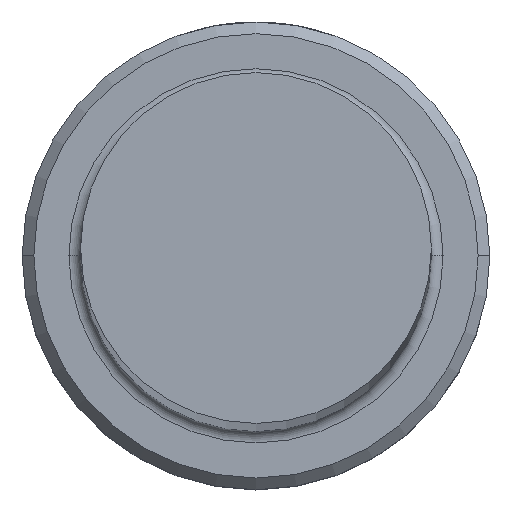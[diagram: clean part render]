
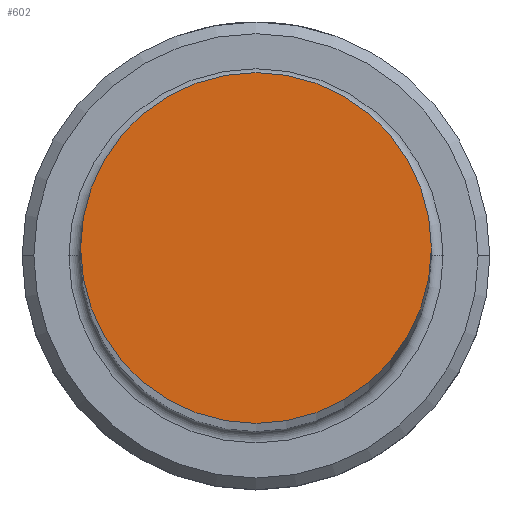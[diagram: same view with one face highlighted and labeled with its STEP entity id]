
A CAD part, top view. The second image highlights one B-rep face of the part: STEP entity #602.
In plain terms, the highlighted planar face has unit normal (0, 0, 1).
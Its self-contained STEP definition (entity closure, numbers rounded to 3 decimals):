
#49 = AXIS2_PLACEMENT_3D ( 'NONE', #947, #390, #314 ) ;
#216 = DIRECTION ( 'NONE',  ( 1., 0., 0. ) ) ;
#220 = DIRECTION ( 'NONE',  ( 0., 0., 1. ) ) ;
#314 = DIRECTION ( 'NONE',  ( 1., 0., 0. ) ) ;
#315 = CIRCLE ( 'NONE', #750, 7.5 ) ;
#390 = DIRECTION ( 'NONE',  ( 0., 0., 1. ) ) ;
#466 = VERTEX_POINT ( 'NONE', #767 ) ;
#570 = EDGE_LOOP ( 'NONE', ( #906, #701 ) ) ;
#601 = CARTESIAN_POINT ( 'NONE',  ( 0., 0., 200. ) ) ;
#602 = ADVANCED_FACE ( 'NONE', ( #813 ), #1043, .T. ) ;
#636 = EDGE_CURVE ( 'NONE', #466, #886, #315, .T. ) ;
#701 = ORIENTED_EDGE ( 'NONE', *, *, #1183, .T. ) ;
#750 = AXIS2_PLACEMENT_3D ( 'NONE', #790, #220, #884 ) ;
#767 = CARTESIAN_POINT ( 'NONE',  ( -7.5, 0., 200. ) ) ;
#784 = DIRECTION ( 'NONE',  ( 0., 0., 1. ) ) ;
#790 = CARTESIAN_POINT ( 'NONE',  ( 0., 0., 200. ) ) ;
#813 = FACE_OUTER_BOUND ( 'NONE', #570, .T. ) ;
#884 = DIRECTION ( 'NONE',  ( 1., 0., 0. ) ) ;
#886 = VERTEX_POINT ( 'NONE', #998 ) ;
#906 = ORIENTED_EDGE ( 'NONE', *, *, #636, .T. ) ;
#947 = CARTESIAN_POINT ( 'NONE',  ( 0., 0., 200. ) ) ;
#998 = CARTESIAN_POINT ( 'NONE',  ( 7.5, 0., 200. ) ) ;
#1040 = AXIS2_PLACEMENT_3D ( 'NONE', #601, #784, #216 ) ;
#1043 = PLANE ( 'NONE',  #1040 ) ;
#1071 = CIRCLE ( 'NONE', #49, 7.5 ) ;
#1183 = EDGE_CURVE ( 'NONE', #886, #466, #1071, .T. ) ;
